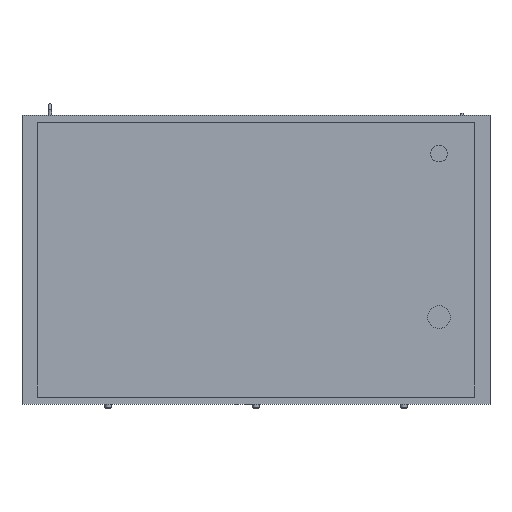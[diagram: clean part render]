
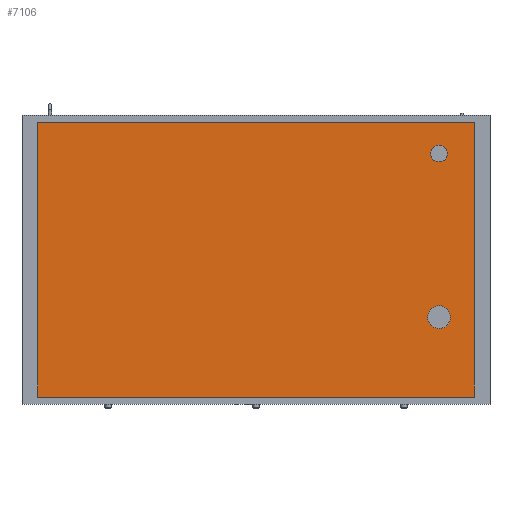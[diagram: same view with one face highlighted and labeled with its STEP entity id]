
A CAD part, front view. The second image highlights one B-rep face of the part: STEP entity #7106.
In plain terms, the highlighted planar face has unit normal (0, -1, 0).
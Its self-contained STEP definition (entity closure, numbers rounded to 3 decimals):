
#400=FACE_OUTER_BOUND('',#859,.T.);
#859=EDGE_LOOP('',(#4753,#4754,#4755,#4756));
#1335=LINE('',#10415,#2181);
#1338=LINE('',#10420,#2184);
#1341=LINE('',#10425,#2187);
#1342=LINE('',#10427,#2188);
#2181=VECTOR('',#8308,10.);
#2184=VECTOR('',#8313,10.);
#2187=VECTOR('',#8318,10.);
#2188=VECTOR('',#8321,10.);
#3019=VERTEX_POINT('',#10413);
#3020=VERTEX_POINT('',#10414);
#3021=VERTEX_POINT('',#10419);
#3022=VERTEX_POINT('',#10423);
#3703=EDGE_CURVE('',#3019,#3020,#1335,.T.);
#3706=EDGE_CURVE('',#3021,#3020,#1338,.T.);
#3709=EDGE_CURVE('',#3019,#3022,#1341,.T.);
#3710=EDGE_CURVE('',#3021,#3022,#1342,.T.);
#4753=ORIENTED_EDGE('',*,*,#3709,.T.);
#4754=ORIENTED_EDGE('',*,*,#3710,.F.);
#4755=ORIENTED_EDGE('',*,*,#3706,.T.);
#4756=ORIENTED_EDGE('',*,*,#3703,.F.);
#6731=PLANE('',#7643);
#7106=ADVANCED_FACE('',(#400),#6731,.T.);
#7643=AXIS2_PLACEMENT_3D('',#10426,#8319,#8320);
#8308=DIRECTION('',(0.,0.,1.));
#8313=DIRECTION('',(-1.,0.,0.));
#8318=DIRECTION('',(1.,0.,0.));
#8319=DIRECTION('center_axis',(0.,-1.,0.));
#8320=DIRECTION('ref_axis',(0.,0.,-1.));
#8321=DIRECTION('',(0.,0.,-1.));
#10413=CARTESIAN_POINT('',(-525.,-185.,-330.));
#10414=CARTESIAN_POINT('',(-525.,-185.,330.));
#10415=CARTESIAN_POINT('',(-525.,-185.,330.));
#10419=CARTESIAN_POINT('',(525.,-185.,330.));
#10420=CARTESIAN_POINT('',(0.,-185.,330.));
#10423=CARTESIAN_POINT('',(525.,-185.,-330.));
#10425=CARTESIAN_POINT('',(0.,-185.,-330.));
#10426=CARTESIAN_POINT('Origin',(0.,-185.,330.));
#10427=CARTESIAN_POINT('',(525.,-185.,330.));
